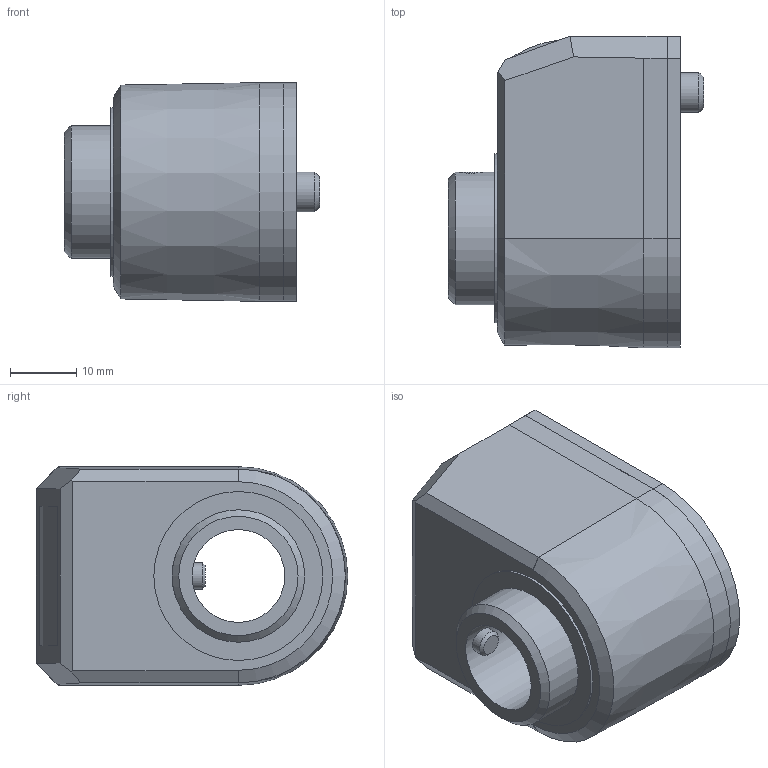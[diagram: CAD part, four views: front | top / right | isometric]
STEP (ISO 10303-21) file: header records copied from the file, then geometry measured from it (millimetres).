
FILE_DESCRIPTION (( 'STEP AP214' ), '1' );
FILE_NAME ('DD51-AR-METRIC.STEP', '2024-04-03T11:14:32', ( '' ), ( '' ), 'SwSTEP 2.0', 'SolidWorks 2023', '' );
FILE_SCHEMA (( 'AUTOMOTIVE_DESIGN' ));
Length unit declared in the file: inch
Products named in the file (1): DD51-AR-METRIC
Bounding box: 38.5 x 47 x 33 mm (x, y, z)
Volume: 32670.8 mm3; surface area: 13116.4 mm2
Topology: 4 solids, 4 shells, 85 faces, 201 edges, 129 vertices
Faces by surface type: plane 66, cylinder 12, cone 7
Full cylindrical faces by diameter (mm): 4 x2, 6 x1, 14 x1, 20 x2, 25.5 x1, 27.5 x2
Entity records: 2480 total; most frequent: CARTESIAN_POINT 508, DIRECTION 384, ORIENTED_EDGE 362, EDGE_CURVE 181, VECTOR 142, LINE 142, VERTEX_POINT 123, AXIS2_PLACEMENT_3D 121
